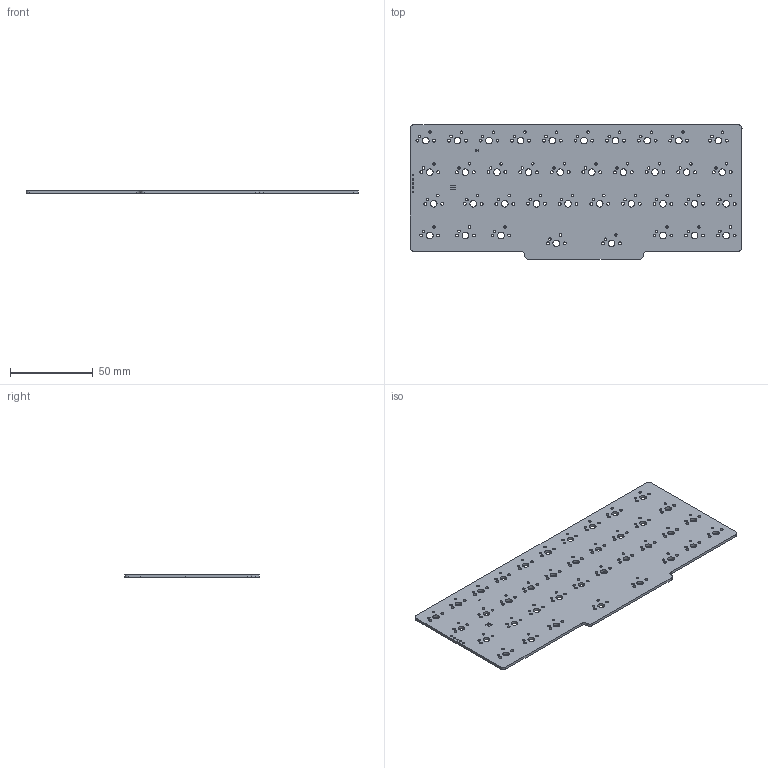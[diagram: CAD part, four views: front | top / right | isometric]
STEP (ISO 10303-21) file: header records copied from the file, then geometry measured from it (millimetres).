
FILE_DESCRIPTION(('KiCad electronic assembly'),'2;1');
FILE_NAME('shortiepie2040.STEP','2022-08-08T12:32:13',('Pcbnew'),( 'Kicad'),'Open CASCADE STEP processor 7.6','KiCad to STEP converter' ,'Unknown');
FILE_SCHEMA(('AUTOMOTIVE_DESIGN { 1 0 10303 214 1 1 1 1 }'));
Length unit declared in the file: millimetre
Products named in the file (2): shortiepie2040 1; shortiepie2040 PCB
Assembly tree (1 placements, depth 2):
  shortiepie2040 1
    shortiepie2040 PCB
Bounding box: 200.03 x 80.96 x 1.6 mm (x, y, z)
Volume: 23658.7 mm3; surface area: 32499 mm2
Topology: 1 solids, 1 shells, 224 faces, 666 edges, 444 vertices
Faces by surface type: cylinder 214, plane 10
Full cylindrical faces by diameter (mm): 0.35 x9, 0.65 x2, 1 x5, 1.47 x76, 1.75 x76, 3.988 x38
Entity records: 17307 total; most frequent: DIRECTION 2878, CARTESIAN_POINT 2668, ORIENTED_EDGE 1332, PCURVE 1332, DEFINITIONAL_REPRESENTATION 1332, LINE 1142, VECTOR 1142, CIRCLE 856
